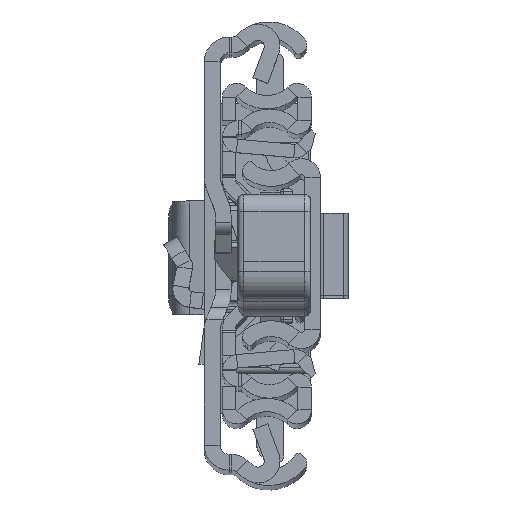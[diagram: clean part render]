
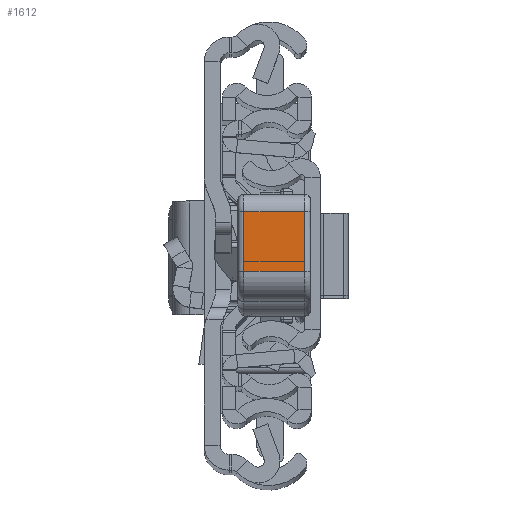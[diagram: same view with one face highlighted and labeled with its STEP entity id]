
A CAD part, top view. The second image highlights one B-rep face of the part: STEP entity #1612.
In plain terms, the highlighted face is planar.
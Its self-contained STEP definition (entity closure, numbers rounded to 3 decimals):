
#304 = VERTEX_POINT ( 'NONE', #34697 ) ;
#454 = PLANE ( 'NONE',  #12122 ) ;
#724 = ORIENTED_EDGE ( 'NONE', *, *, #28679, .F. ) ;
#816 = CARTESIAN_POINT ( 'NONE',  ( 39.55, -12.274, -11. ) ) ;
#1011 = DIRECTION ( 'NONE',  ( -0.027, -1., 0. ) ) ;
#1612 = ADVANCED_FACE ( 'NONE', ( #26827 ), #454, .F. ) ;
#2802 = VERTEX_POINT ( 'NONE', #12661 ) ;
#4525 = LINE ( 'NONE', #22109, #15974 ) ;
#4629 = LINE ( 'NONE', #8002, #4685 ) ;
#4685 = VECTOR ( 'NONE', #18856, 1000. ) ;
#5404 = CARTESIAN_POINT ( 'NONE',  ( 39.818, -2.465, -11. ) ) ;
#7843 = LINE ( 'NONE', #5404, #9085 ) ;
#8002 = CARTESIAN_POINT ( 'NONE',  ( 39.55, -12.274, 0. ) ) ;
#8226 = EDGE_CURVE ( 'NONE', #2802, #304, #4629, .T. ) ;
#8447 = VECTOR ( 'NONE', #29494, 1000. ) ;
#9085 = VECTOR ( 'NONE', #24696, 1000. ) ;
#12122 = AXIS2_PLACEMENT_3D ( 'NONE', #816, #23650, #1011 ) ;
#12661 = CARTESIAN_POINT ( 'NONE',  ( 39.55, -12.274, 0. ) ) ;
#12863 = CARTESIAN_POINT ( 'NONE',  ( 39.55, -12.274, -10. ) ) ;
#13034 = CARTESIAN_POINT ( 'NONE',  ( 39.818, -2.465, -10. ) ) ;
#14589 = ORIENTED_EDGE ( 'NONE', *, *, #8226, .F. ) ;
#14845 = VERTEX_POINT ( 'NONE', #13034 ) ;
#15767 = VERTEX_POINT ( 'NONE', #31874 ) ;
#15974 = VECTOR ( 'NONE', #27905, 1000. ) ;
#16437 = ORIENTED_EDGE ( 'NONE', *, *, #36505, .F. ) ;
#18856 = DIRECTION ( 'NONE',  ( 0.027, 1., 0. ) ) ;
#21089 = LINE ( 'NONE', #12863, #8447 ) ;
#22109 = CARTESIAN_POINT ( 'NONE',  ( 39.55, -12.274, -11. ) ) ;
#23342 = ORIENTED_EDGE ( 'NONE', *, *, #29511, .F. ) ;
#23650 = DIRECTION ( 'NONE',  ( -1., 0.027, 0. ) ) ;
#24696 = DIRECTION ( 'NONE',  ( 0., 0., -1. ) ) ;
#26827 = FACE_OUTER_BOUND ( 'NONE', #32336, .T. ) ;
#27905 = DIRECTION ( 'NONE',  ( 0., 0., 1. ) ) ;
#28679 = EDGE_CURVE ( 'NONE', #14845, #15767, #21089, .T. ) ;
#29494 = DIRECTION ( 'NONE',  ( -0.027, -1., 0. ) ) ;
#29511 = EDGE_CURVE ( 'NONE', #304, #14845, #7843, .T. ) ;
#31874 = CARTESIAN_POINT ( 'NONE',  ( 39.55, -12.274, -10. ) ) ;
#32336 = EDGE_LOOP ( 'NONE', ( #16437, #724, #23342, #14589 ) ) ;
#34697 = CARTESIAN_POINT ( 'NONE',  ( 39.818, -2.465, 0. ) ) ;
#36505 = EDGE_CURVE ( 'NONE', #15767, #2802, #4525, .T. ) ;
